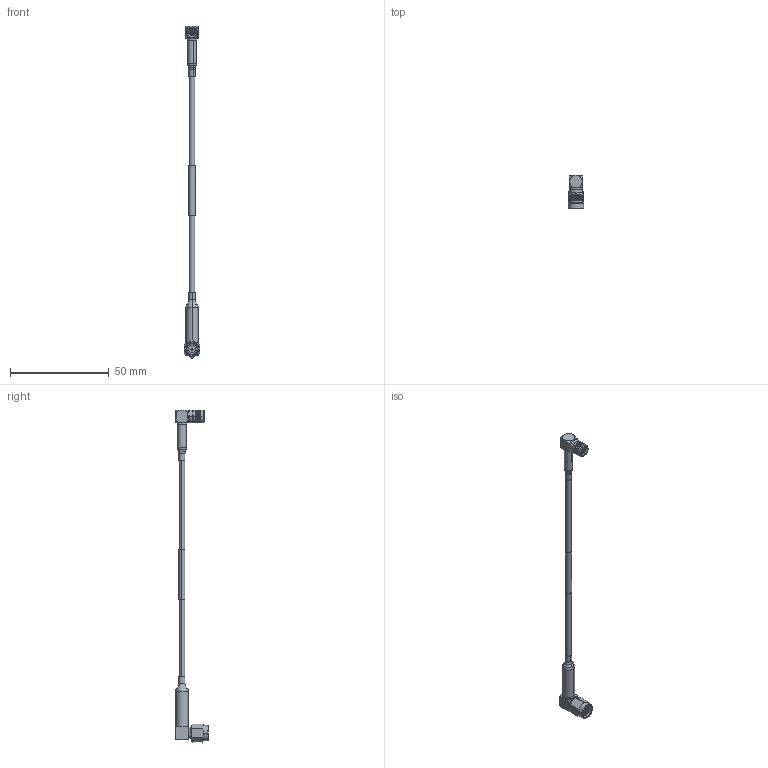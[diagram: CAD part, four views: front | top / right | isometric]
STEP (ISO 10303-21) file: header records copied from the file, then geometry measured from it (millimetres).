
FILE_DESCRIPTION (( 'STEP AP214' ), '1' );
FILE_NAME ('FMCA3240_3D.step', '2023-05-10T07:45:24', ( '' ), ( '' ), 'SwSTEP 2.0', 'SolidWorks 2022', '' );
FILE_SCHEMA (( 'AUTOMOTIVE_DESIGN' ));
Length unit declared in the file: inch
Products named in the file (6): SC6052; Copy of HeatShrink_SC8846^FMCA3240; RG188A-U_Cable; FMCA3240_3D; SC8846; Copy of HeatShrink_SC6052^FMCA3240
Assembly tree (5 placements, depth 2):
  FMCA3240_3D
    SC6052
    Copy of HeatShrink_SC6052^FMCA3240
    RG188A-U_Cable
    Copy of HeatShrink_SC8846^FMCA3240
    SC8846
Bounding box: 7.94 x 16.51 x 168.34 mm (x, y, z)
Volume: 3030.3 mm3; surface area: 4217.4 mm2
Topology: 6 solids, 6 shells, 3559 faces, 7455 edges, 3925 vertices
Faces by surface type: bspline 2497, cylinder 692, plane 290, cone 68, torus 12
Entity records: 140105 total; most frequent: CARTESIAN_POINT 92250, ORIENTED_EDGE 14906, EDGE_CURVE 7453, VERTEX_POINT 3925, EDGE_LOOP 3590, ADVANCED_FACE 3559, FACE_OUTER_BOUND 3559, DIRECTION 3478
